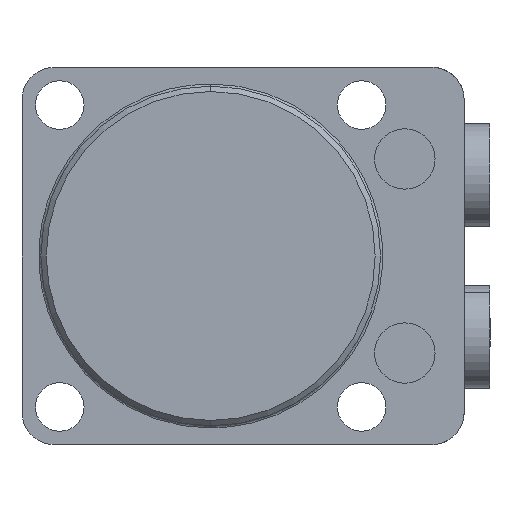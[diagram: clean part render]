
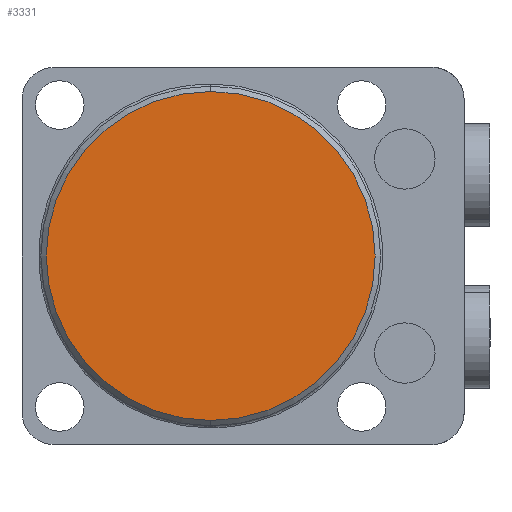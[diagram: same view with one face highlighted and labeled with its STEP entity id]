
A CAD part, front view. The second image highlights one B-rep face of the part: STEP entity #3331.
In plain terms, the highlighted planar face has unit normal (0, -1, 0).
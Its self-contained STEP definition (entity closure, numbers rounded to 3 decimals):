
#489 = DIRECTION ( 'NONE',  ( 0., 0., -1. ) ) ;
#491 = DIRECTION ( 'NONE',  ( 0., -1., 0. ) ) ;
#493 = CARTESIAN_POINT ( 'NONE',  ( 0., -57.5, 0. ) ) ;
#722 = EDGE_CURVE ( 'NONE', #1901, #1931, #2810, .T. ) ;
#931 = EDGE_CURVE ( 'NONE', #1931, #1901, #2686, .T. ) ;
#1037 = DIRECTION ( 'NONE',  ( 0., 0., 1. ) ) ;
#1038 = DIRECTION ( 'NONE',  ( 0., 1., 0. ) ) ;
#1039 = CARTESIAN_POINT ( 'NONE',  ( 0., -57.5, 0. ) ) ;
#1288 = DIRECTION ( 'NONE',  ( 0., 0., 1. ) ) ;
#1289 = DIRECTION ( 'NONE',  ( 0., 1., 0. ) ) ;
#1290 = CARTESIAN_POINT ( 'NONE',  ( 0., -57.5, 0. ) ) ;
#1696 = CARTESIAN_POINT ( 'NONE',  ( 0., -57.5, 30.5 ) ) ;
#1725 = CARTESIAN_POINT ( 'NONE',  ( 0., -57.5, -30.5 ) ) ;
#1875 = PLANE ( 'NONE',  #2176 ) ;
#1901 = VERTEX_POINT ( 'NONE', #1725 ) ;
#1931 = VERTEX_POINT ( 'NONE', #1696 ) ;
#2036 = EDGE_LOOP ( 'NONE', ( #4134, #4133 ) ) ;
#2176 = AXIS2_PLACEMENT_3D ( 'NONE', #493, #491, #489 ) ;
#2240 = AXIS2_PLACEMENT_3D ( 'NONE', #1039, #1038, #1037 ) ;
#2686 = CIRCLE ( 'NONE', #2240, 30.5 ) ;
#2810 = CIRCLE ( 'NONE', #4305, 30.5 ) ;
#3134 = FACE_OUTER_BOUND ( 'NONE', #2036, .T. ) ;
#3331 = ADVANCED_FACE ( 'NONE', ( #3134 ), #1875, .T. ) ;
#4133 = ORIENTED_EDGE ( 'NONE', *, *, #722, .F. ) ;
#4134 = ORIENTED_EDGE ( 'NONE', *, *, #931, .F. ) ;
#4305 = AXIS2_PLACEMENT_3D ( 'NONE', #1290, #1289, #1288 ) ;
